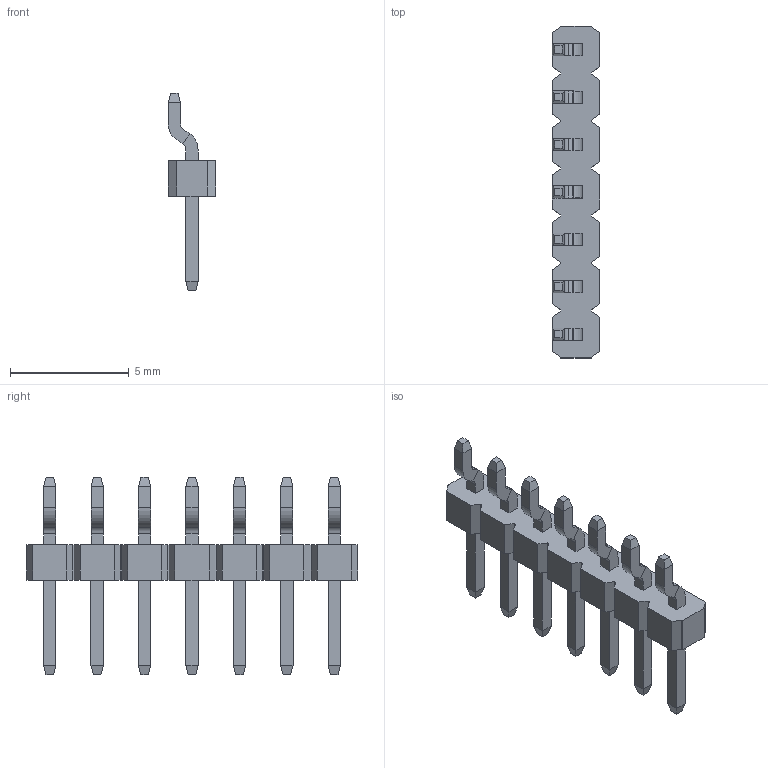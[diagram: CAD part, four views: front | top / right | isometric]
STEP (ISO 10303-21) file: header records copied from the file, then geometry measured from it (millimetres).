
FILE_DESCRIPTION((''),'2;1');
FILE_NAME('10112684-G03-07ULFC','2010-09-09T',('kayyappa'),('FCI - ELX Division'),'PRO/ENGINEER BY PARAMETRIC TECHNOLOGY CORPORATION, 2009400','PRO/ENGINEER BY PARAMETRIC TECHNOLOGY CORPORATION, 2009400','');
FILE_SCHEMA(('CONFIG_CONTROL_DESIGN'));
Length unit declared in the file: millimetre
Products named in the file (1): 10112684-G03-07ULFC
Bounding box: 2 x 14 x 8.35 mm (x, y, z)
Volume: 52.6 mm3; surface area: 205.8 mm2
Topology: 1 solids, 1 shells, 279 faces, 712 edges, 456 vertices
Faces by surface type: plane 237, cylinder 42
Entity records: 8300 total; most frequent: CARTESIAN_POINT 1447, ORIENTED_EDGE 1424, DIRECTION 1354, EDGE_CURVE 712, VECTOR 628, LINE 628, VERTEX_POINT 456, AXIS2_PLACEMENT_3D 363
